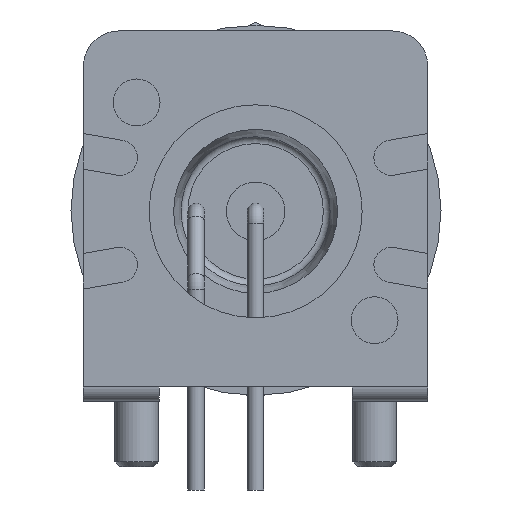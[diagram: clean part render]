
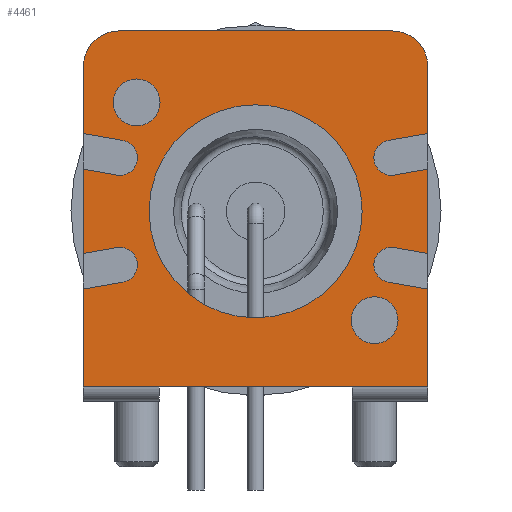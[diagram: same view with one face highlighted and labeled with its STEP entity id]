
A CAD part, left-side view. The second image highlights one B-rep face of the part: STEP entity #4461.
In plain terms, the highlighted planar face has unit normal (-1, 0, 0).
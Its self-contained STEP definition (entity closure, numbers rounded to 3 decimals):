
#285=FACE_BOUND($,#1106,.T.);
#286=FACE_BOUND($,#1107,.T.);
#287=FACE_BOUND($,#1108,.T.);
#388=CIRCLE($,#4887,4.55);
#390=CIRCLE($,#4891,1.);
#392=CIRCLE($,#4895,1.);
#395=CIRCLE($,#4902,1.5);
#397=CIRCLE($,#4906,1.5);
#760=FACE_OUTER_BOUND($,#1105,.T.);
#1105=EDGE_LOOP($,(#3138,#3139,#3140,#3141,#3142,#3143));
#1106=EDGE_LOOP($,(#3144));
#1107=EDGE_LOOP($,(#3145));
#1108=EDGE_LOOP($,(#3146));
#1426=LINE($,#7292,#1659);
#1430=LINE($,#7299,#1663);
#1434=LINE($,#7311,#1667);
#1437=LINE($,#7320,#1670);
#1659=VECTOR($,#5757,14.7);
#1663=VECTOR($,#5763,13.7);
#1667=VECTOR($,#5775,11.7);
#1670=VECTOR($,#5786,13.7);
#1906=VERTEX_POINT($,#7268);
#1908=VERTEX_POINT($,#7274);
#1910=VERTEX_POINT($,#7280);
#1914=VERTEX_POINT($,#7289);
#1915=VERTEX_POINT($,#7291);
#1917=VERTEX_POINT($,#7297);
#1919=VERTEX_POINT($,#7303);
#1921=VERTEX_POINT($,#7309);
#1923=VERTEX_POINT($,#7315);
#2351=EDGE_CURVE($,#1906,#1906,#388,.T.);
#2353=EDGE_CURVE($,#1908,#1908,#390,.T.);
#2355=EDGE_CURVE($,#1910,#1910,#392,.T.);
#2359=EDGE_CURVE($,#1915,#1914,#1426,.T.);
#2363=EDGE_CURVE($,#1914,#1917,#1430,.T.);
#2366=EDGE_CURVE($,#1917,#1919,#395,.T.);
#2369=EDGE_CURVE($,#1919,#1921,#1434,.T.);
#2372=EDGE_CURVE($,#1921,#1923,#397,.T.);
#2374=EDGE_CURVE($,#1923,#1915,#1437,.T.);
#3138=ORIENTED_EDGE($,*,*,#2374,.T.);
#3139=ORIENTED_EDGE($,*,*,#2359,.T.);
#3140=ORIENTED_EDGE($,*,*,#2363,.T.);
#3141=ORIENTED_EDGE($,*,*,#2366,.T.);
#3142=ORIENTED_EDGE($,*,*,#2369,.T.);
#3143=ORIENTED_EDGE($,*,*,#2372,.T.);
#3144=ORIENTED_EDGE($,*,*,#2351,.T.);
#3145=ORIENTED_EDGE($,*,*,#2353,.T.);
#3146=ORIENTED_EDGE($,*,*,#2355,.T.);
#4262=PLANE($,#4909);
#4461=ADVANCED_FACE($,(#760,#285,#286,#287),#4262,.F.);
#4887=AXIS2_PLACEMENT_3D($,#7269,#5731,#5732);
#4891=AXIS2_PLACEMENT_3D($,#7275,#5739,#5740);
#4895=AXIS2_PLACEMENT_3D($,#7281,#5747,#5748);
#4902=AXIS2_PLACEMENT_3D($,#7305,#5769,#5770);
#4906=AXIS2_PLACEMENT_3D($,#7317,#5781,#5782);
#4909=AXIS2_PLACEMENT_3D($,#7322,#5789,#5790);
#5731=DIRECTION('center_axis',(1.,0.,0.));
#5732=DIRECTION('ref_axis',(0.,0.,-1.));
#5739=DIRECTION('center_axis',(1.,0.,0.));
#5740=DIRECTION('ref_axis',(0.,0.,-1.));
#5747=DIRECTION('center_axis',(1.,0.,0.));
#5748=DIRECTION('ref_axis',(0.,0.,-1.));
#5757=DIRECTION($,(0.,-1.,0.));
#5763=DIRECTION($,(0.,0.,1.));
#5769=DIRECTION('center_axis',(-1.,0.,0.));
#5770=DIRECTION('ref_axis',(0.,-0.707,0.707));
#5775=DIRECTION($,(0.,1.,0.));
#5781=DIRECTION('center_axis',(-1.,0.,0.));
#5782=DIRECTION('ref_axis',(0.,0.707,0.707));
#5786=DIRECTION($,(0.,0.,-1.));
#5789=DIRECTION('center_axis',(1.,0.,0.));
#5790=DIRECTION('ref_axis',(0.,0.,-1.));
#7268=CARTESIAN_POINT('',(-6.9,0.,3.55));
#7269=CARTESIAN_POINT('Origin',(-6.9,0.,8.1));
#7274=CARTESIAN_POINT('',(-6.9,-5.08,2.45));
#7275=CARTESIAN_POINT('Origin',(-6.9,-5.08,3.45));
#7280=CARTESIAN_POINT('',(-6.9,5.08,11.75));
#7281=CARTESIAN_POINT('Origin',(-6.9,5.08,12.75));
#7289=CARTESIAN_POINT('',(-6.9,-7.35,0.6));
#7291=CARTESIAN_POINT('',(-6.9,7.35,0.6));
#7292=CARTESIAN_POINT($,(-6.9,7.35,0.6));
#7297=CARTESIAN_POINT('',(-6.9,-7.35,14.3));
#7299=CARTESIAN_POINT($,(-6.9,-7.35,1.85));
#7303=CARTESIAN_POINT('',(-6.9,-5.85,15.8));
#7305=CARTESIAN_POINT('Origin',(-6.9,-5.85,14.3));
#7309=CARTESIAN_POINT('',(-6.9,5.85,15.8));
#7311=CARTESIAN_POINT($,(-6.9,-5.85,15.8));
#7315=CARTESIAN_POINT('',(-6.9,7.35,14.3));
#7317=CARTESIAN_POINT('Origin',(-6.9,5.85,14.3));
#7320=CARTESIAN_POINT($,(-6.9,7.35,12.91));
#7322=CARTESIAN_POINT('Origin',(-6.9,0.,7.97));
